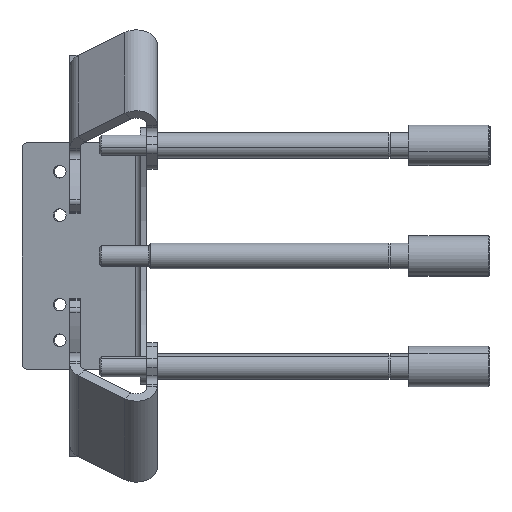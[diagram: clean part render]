
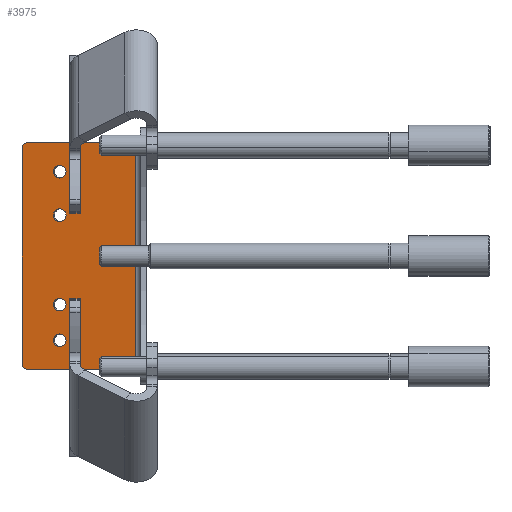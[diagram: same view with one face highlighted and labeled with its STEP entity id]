
A CAD part, left-side view. The second image highlights one B-rep face of the part: STEP entity #3975.
In plain terms, the highlighted planar face has unit normal (-0.985, 0.174, 0).
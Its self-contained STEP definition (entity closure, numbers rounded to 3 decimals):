
#57 = DIRECTION ( 'NONE',  ( -0.985, 0.174, 0. ) ) ;
#148 = DIRECTION ( 'NONE',  ( -0.174, -0.985, 0. ) ) ;
#170 = EDGE_CURVE ( 'NONE', #3422, #12135, #12953, .T. ) ;
#222 = VERTEX_POINT ( 'NONE', #7450 ) ;
#276 = DIRECTION ( 'NONE',  ( -0.174, -0.985, 0. ) ) ;
#376 = CIRCLE ( 'NONE', #6966, 2.5 ) ;
#450 = DIRECTION ( 'NONE',  ( -0.174, -0.985, 0. ) ) ;
#479 = CARTESIAN_POINT ( 'NONE',  ( 110.962, 4.916, 44.5 ) ) ;
#592 = FACE_BOUND ( 'NONE', #12636, .T. ) ;
#625 = CIRCLE ( 'NONE', #2813, 2.5 ) ;
#860 = VERTEX_POINT ( 'NONE', #14526 ) ;
#902 = DIRECTION ( 'NONE',  ( -0.174, -0.985, 0. ) ) ;
#1018 = EDGE_CURVE ( 'NONE', #12683, #222, #13887, .T. ) ;
#1031 = DIRECTION ( 'NONE',  ( -0.174, -0.985, 0. ) ) ;
#1080 = ORIENTED_EDGE ( 'NONE', *, *, #1018, .T. ) ;
#1253 = CARTESIAN_POINT ( 'NONE',  ( 118.776, 49.232, -44.5 ) ) ;
#1297 = EDGE_CURVE ( 'NONE', #3583, #860, #5427, .T. ) ;
#1309 = EDGE_CURVE ( 'NONE', #9081, #11061, #7363, .T. ) ;
#1600 = ORIENTED_EDGE ( 'NONE', *, *, #170, .T. ) ;
#1747 = DIRECTION ( 'NONE',  ( 0.985, -0.174, 0. ) ) ;
#1993 = CARTESIAN_POINT ( 'NONE',  ( 116.171, 34.46, -33. ) ) ;
#2028 = CARTESIAN_POINT ( 'NONE',  ( 116.171, 34.46, 16. ) ) ;
#2107 = DIRECTION ( 'NONE',  ( 0.985, -0.174, 0. ) ) ;
#2116 = CARTESIAN_POINT ( 'NONE',  ( 115.737, 31.998, -19. ) ) ;
#2172 = VERTEX_POINT ( 'NONE', #11492 ) ;
#2482 = CARTESIAN_POINT ( 'NONE',  ( 118.342, 46.77, -42. ) ) ;
#2579 = ORIENTED_EDGE ( 'NONE', *, *, #2581, .F. ) ;
#2581 = EDGE_CURVE ( 'NONE', #9513, #12135, #13743, .T. ) ;
#2704 = CARTESIAN_POINT ( 'NONE',  ( 116.171, 34.46, -33. ) ) ;
#2731 = VECTOR ( 'NONE', #8745, 1000. ) ;
#2801 = FACE_OUTER_BOUND ( 'NONE', #14727, .T. ) ;
#2813 = AXIS2_PLACEMENT_3D ( 'NONE', #1993, #5445, #12340 ) ;
#2855 = EDGE_CURVE ( 'NONE', #860, #3583, #376, .T. ) ;
#2863 = CARTESIAN_POINT ( 'NONE',  ( 118.776, 49.232, -44.5 ) ) ;
#2962 = DIRECTION ( 'NONE',  ( -0.174, -0.985, 0. ) ) ;
#3422 = VERTEX_POINT ( 'NONE', #6978 ) ;
#3583 = VERTEX_POINT ( 'NONE', #8258 ) ;
#3622 = CARTESIAN_POINT ( 'NONE',  ( 110.962, 4.916, -44.5 ) ) ;
#3668 = VERTEX_POINT ( 'NONE', #14595 ) ;
#3975 = ADVANCED_FACE ( 'NONE', ( #592, #14179, #12075, #10866, #2801 ), #10784, .F. ) ;
#4018 = LINE ( 'NONE', #2863, #4590 ) ;
#4348 = CIRCLE ( 'NONE', #12811, 2.5 ) ;
#4481 = CARTESIAN_POINT ( 'NONE',  ( 116.171, 34.46, -19. ) ) ;
#4507 = CARTESIAN_POINT ( 'NONE',  ( 118.776, 49.232, 44.5 ) ) ;
#4565 = DIRECTION ( 'NONE',  ( -0.985, 0.174, 0. ) ) ;
#4590 = VECTOR ( 'NONE', #14242, 1000. ) ;
#4632 = ORIENTED_EDGE ( 'NONE', *, *, #10410, .T. ) ;
#4708 = LINE ( 'NONE', #1253, #2731 ) ;
#4937 = AXIS2_PLACEMENT_3D ( 'NONE', #4481, #9130, #1031 ) ;
#5188 = CIRCLE ( 'NONE', #13889, 2.5 ) ;
#5309 = ORIENTED_EDGE ( 'NONE', *, *, #12262, .T. ) ;
#5427 = CIRCLE ( 'NONE', #13871, 2.5 ) ;
#5445 = DIRECTION ( 'NONE',  ( 0.985, -0.174, 0. ) ) ;
#5614 = EDGE_LOOP ( 'NONE', ( #12629, #5825 ) ) ;
#5812 = CARTESIAN_POINT ( 'NONE',  ( 116.171, 34.46, 33. ) ) ;
#5825 = ORIENTED_EDGE ( 'NONE', *, *, #14666, .T. ) ;
#5935 = DIRECTION ( 'NONE',  ( -0.174, -0.985, 0. ) ) ;
#5954 = DIRECTION ( 'NONE',  ( -0.174, -0.985, 0. ) ) ;
#5997 = EDGE_CURVE ( 'NONE', #9254, #13173, #625, .T. ) ;
#6080 = ORIENTED_EDGE ( 'NONE', *, *, #5997, .T. ) ;
#6159 = CIRCLE ( 'NONE', #12216, 2.5 ) ;
#6366 = ORIENTED_EDGE ( 'NONE', *, *, #7246, .T. ) ;
#6587 = CARTESIAN_POINT ( 'NONE',  ( 116.171, 34.46, 33. ) ) ;
#6610 = DIRECTION ( 'NONE',  ( -0.174, -0.985, 0. ) ) ;
#6661 = CARTESIAN_POINT ( 'NONE',  ( 115.737, 31.998, -33. ) ) ;
#6753 = ORIENTED_EDGE ( 'NONE', *, *, #14496, .T. ) ;
#6966 = AXIS2_PLACEMENT_3D ( 'NONE', #2028, #2107, #6610 ) ;
#6978 = CARTESIAN_POINT ( 'NONE',  ( 110.962, 4.916, -44.5 ) ) ;
#7054 = VECTOR ( 'NONE', #9267, 1000. ) ;
#7246 = EDGE_CURVE ( 'NONE', #9513, #2172, #9073, .T. ) ;
#7297 = DIRECTION ( 'NONE',  ( -0.174, -0.985, 0. ) ) ;
#7363 = CIRCLE ( 'NONE', #4937, 2.5 ) ;
#7450 = CARTESIAN_POINT ( 'NONE',  ( 115.737, 31.998, 33. ) ) ;
#7569 = CARTESIAN_POINT ( 'NONE',  ( 118.342, 46.77, 44.5 ) ) ;
#7678 = CARTESIAN_POINT ( 'NONE',  ( 118.776, 49.232, -42. ) ) ;
#7771 = CIRCLE ( 'NONE', #9954, 2.5 ) ;
#7839 = DIRECTION ( 'NONE',  ( 0.985, -0.174, 0. ) ) ;
#8258 = CARTESIAN_POINT ( 'NONE',  ( 116.606, 36.922, 16. ) ) ;
#8745 = DIRECTION ( 'NONE',  ( 0., 0., 1. ) ) ;
#8942 = CARTESIAN_POINT ( 'NONE',  ( 116.606, 36.922, -19. ) ) ;
#9073 = CIRCLE ( 'NONE', #9804, 2.5 ) ;
#9081 = VERTEX_POINT ( 'NONE', #2116 ) ;
#9130 = DIRECTION ( 'NONE',  ( 0.985, -0.174, 0. ) ) ;
#9254 = VERTEX_POINT ( 'NONE', #6661 ) ;
#9267 = DIRECTION ( 'NONE',  ( 0., 0., 1. ) ) ;
#9513 = VERTEX_POINT ( 'NONE', #7569 ) ;
#9804 = AXIS2_PLACEMENT_3D ( 'NONE', #12592, #4565, #2962 ) ;
#9954 = AXIS2_PLACEMENT_3D ( 'NONE', #2482, #57, #148 ) ;
#10134 = ORIENTED_EDGE ( 'NONE', *, *, #2855, .T. ) ;
#10410 = EDGE_CURVE ( 'NONE', #13173, #9254, #5188, .T. ) ;
#10584 = AXIS2_PLACEMENT_3D ( 'NONE', #13280, #11991, #7297 ) ;
#10704 = DIRECTION ( 'NONE',  ( 0.985, -0.174, 0. ) ) ;
#10720 = ORIENTED_EDGE ( 'NONE', *, *, #14860, .T. ) ;
#10784 = PLANE ( 'NONE',  #10584 ) ;
#10866 = FACE_BOUND ( 'NONE', #14474, .T. ) ;
#11061 = VERTEX_POINT ( 'NONE', #8942 ) ;
#11151 = DIRECTION ( 'NONE',  ( 0.985, -0.174, 0. ) ) ;
#11218 = DIRECTION ( 'NONE',  ( -0.174, -0.985, 0. ) ) ;
#11258 = AXIS2_PLACEMENT_3D ( 'NONE', #5812, #11709, #5954 ) ;
#11492 = CARTESIAN_POINT ( 'NONE',  ( 118.776, 49.232, 42. ) ) ;
#11508 = ORIENTED_EDGE ( 'NONE', *, *, #11631, .F. ) ;
#11631 = EDGE_CURVE ( 'NONE', #13469, #2172, #4708, .T. ) ;
#11709 = DIRECTION ( 'NONE',  ( 0.985, -0.174, 0. ) ) ;
#11991 = DIRECTION ( 'NONE',  ( 0.985, -0.174, 0. ) ) ;
#12010 = VECTOR ( 'NONE', #5935, 1000. ) ;
#12016 = CARTESIAN_POINT ( 'NONE',  ( 116.171, 34.46, -19. ) ) ;
#12075 = FACE_BOUND ( 'NONE', #14523, .T. ) ;
#12107 = ORIENTED_EDGE ( 'NONE', *, *, #1297, .T. ) ;
#12135 = VERTEX_POINT ( 'NONE', #479 ) ;
#12216 = AXIS2_PLACEMENT_3D ( 'NONE', #6587, #11151, #11218 ) ;
#12262 = EDGE_CURVE ( 'NONE', #222, #12683, #6159, .T. ) ;
#12340 = DIRECTION ( 'NONE',  ( -0.174, -0.985, 0. ) ) ;
#12592 = CARTESIAN_POINT ( 'NONE',  ( 118.342, 46.77, 42. ) ) ;
#12629 = ORIENTED_EDGE ( 'NONE', *, *, #1309, .T. ) ;
#12636 = EDGE_LOOP ( 'NONE', ( #10134, #12107 ) ) ;
#12683 = VERTEX_POINT ( 'NONE', #14449 ) ;
#12811 = AXIS2_PLACEMENT_3D ( 'NONE', #12016, #1747, #450 ) ;
#12870 = CARTESIAN_POINT ( 'NONE',  ( 116.606, 36.922, -33. ) ) ;
#12953 = LINE ( 'NONE', #3622, #7054 ) ;
#13173 = VERTEX_POINT ( 'NONE', #12870 ) ;
#13280 = CARTESIAN_POINT ( 'NONE',  ( 118.776, 49.232, -44.5 ) ) ;
#13469 = VERTEX_POINT ( 'NONE', #7678 ) ;
#13639 = CARTESIAN_POINT ( 'NONE',  ( 116.171, 34.46, 16. ) ) ;
#13743 = LINE ( 'NONE', #4507, #12010 ) ;
#13871 = AXIS2_PLACEMENT_3D ( 'NONE', #13639, #7839, #902 ) ;
#13887 = CIRCLE ( 'NONE', #11258, 2.5 ) ;
#13889 = AXIS2_PLACEMENT_3D ( 'NONE', #2704, #10704, #276 ) ;
#14179 = FACE_BOUND ( 'NONE', #5614, .T. ) ;
#14242 = DIRECTION ( 'NONE',  ( -0.174, -0.985, 0. ) ) ;
#14449 = CARTESIAN_POINT ( 'NONE',  ( 116.606, 36.922, 33. ) ) ;
#14474 = EDGE_LOOP ( 'NONE', ( #6080, #4632 ) ) ;
#14496 = EDGE_CURVE ( 'NONE', #3668, #3422, #4018, .T. ) ;
#14523 = EDGE_LOOP ( 'NONE', ( #5309, #1080 ) ) ;
#14526 = CARTESIAN_POINT ( 'NONE',  ( 115.737, 31.998, 16. ) ) ;
#14595 = CARTESIAN_POINT ( 'NONE',  ( 118.342, 46.77, -44.5 ) ) ;
#14666 = EDGE_CURVE ( 'NONE', #11061, #9081, #4348, .T. ) ;
#14727 = EDGE_LOOP ( 'NONE', ( #11508, #10720, #6753, #1600, #2579, #6366 ) ) ;
#14860 = EDGE_CURVE ( 'NONE', #13469, #3668, #7771, .T. ) ;
